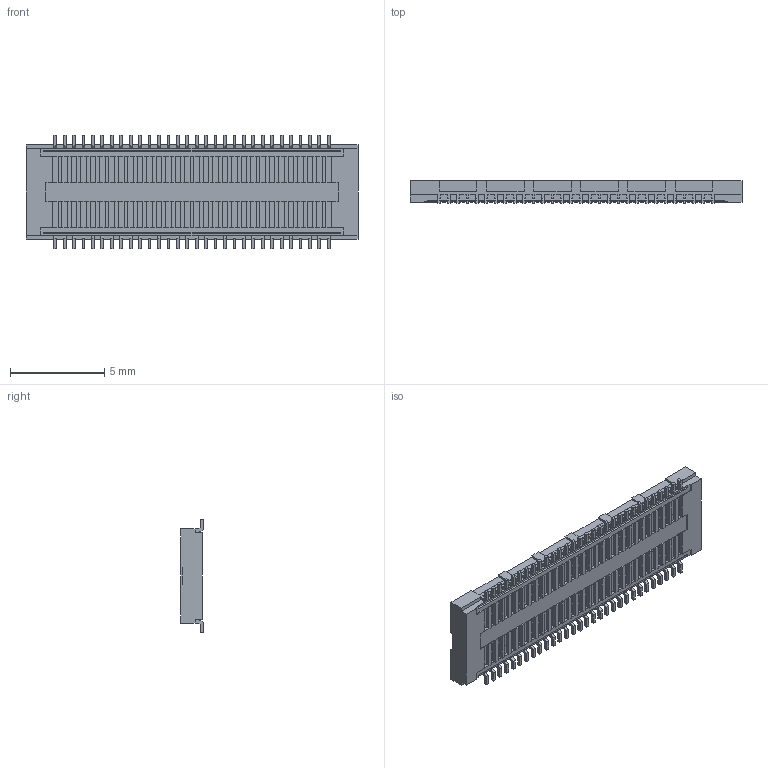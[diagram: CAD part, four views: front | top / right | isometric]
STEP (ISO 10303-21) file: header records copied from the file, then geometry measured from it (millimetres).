
FILE_DESCRIPTION((''),'2;1');
FILE_NAME('547220604','2020-04-16T',('gga'),(''),'PRO/ENGINEER BY PARAMETRIC TECHNOLOGY CORPORATION, 2016010','PRO/ENGINEER BY PARAMETRIC TECHNOLOGY CORPORATION, 2016010','');
FILE_SCHEMA(('CONFIG_CONTROL_DESIGN'));
Length unit declared in the file: millimetre
Products named in the file (1): 547220604
Bounding box: 17.6 x 1.2 x 6 mm (x, y, z)
Volume: 71.9 mm3; surface area: 365.7 mm2
Topology: 1 solids, 1 shells, 1857 faces, 5198 edges, 3464 vertices
Faces by surface type: plane 1489, cylinder 368
Entity records: 58543 total; most frequent: CARTESIAN_POINT 10280, ORIENTED_EDGE 9916, DIRECTION 9650, EDGE_CURVE 4958, VECTOR 4462, LINE 4462, VERTEX_POINT 3224, AXIS2_PLACEMENT_3D 2594
